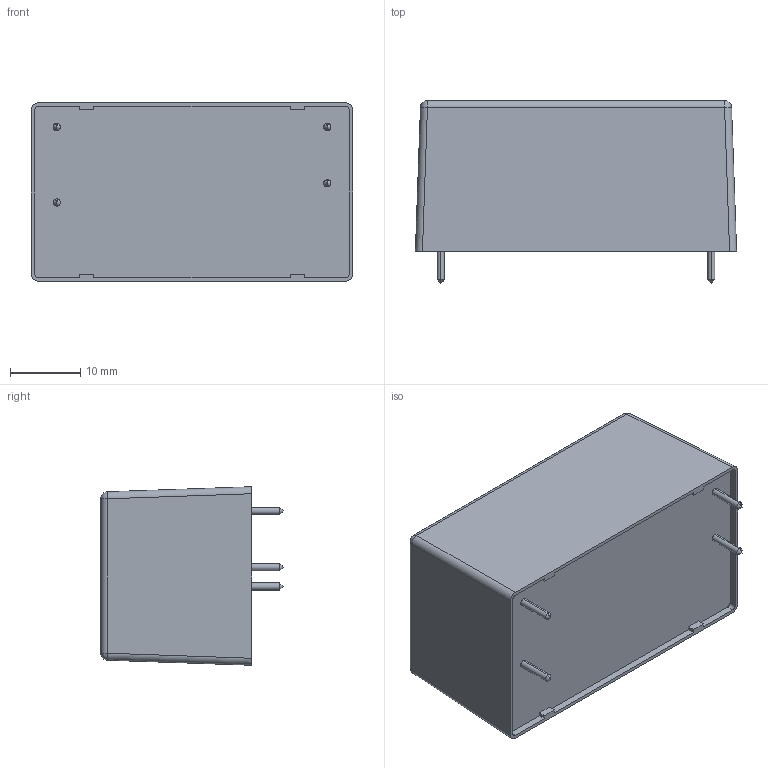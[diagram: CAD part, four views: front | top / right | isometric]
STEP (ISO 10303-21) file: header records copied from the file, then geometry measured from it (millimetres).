
FILE_DESCRIPTION (( 'STEP AP214' ), '1' );
FILE_NAME ('IRM-05-5.STEP', '2018-09-24T15:13:55', ( '' ), ( '' ), 'SwSTEP 2.0', 'SolidWorks 2017', '' );
FILE_SCHEMA (( 'AUTOMOTIVE_DESIGN' ));
Length unit declared in the file: millimetre
Products named in the file (1): IRM-05-5
Bounding box: 45.7 x 26 x 25.4 mm (x, y, z)
Volume: 22711.5 mm3; surface area: 5334.1 mm2
Topology: 5 solids, 5 shells, 63 faces, 152 edges, 88 vertices
Faces by surface type: plane 31, cylinder 16, cone 8, sphere 4, bspline 4
Entity records: 1872 total; most frequent: CARTESIAN_POINT 420, ORIENTED_EDGE 280, DIRECTION 276, EDGE_CURVE 140, LINE 100, VECTOR 100, AXIS2_PLACEMENT_3D 88, VERTEX_POINT 88
